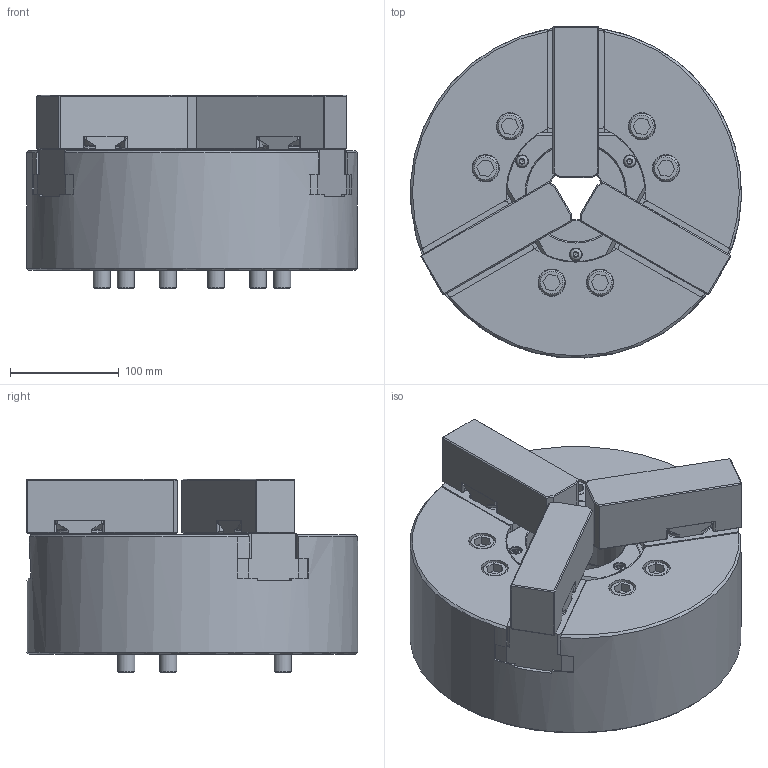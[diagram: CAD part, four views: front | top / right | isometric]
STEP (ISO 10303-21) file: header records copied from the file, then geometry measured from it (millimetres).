
FILE_DESCRIPTION(/* description */ ('Unknown'),/* implementation_level */ '2;1');
FILE_NAME(/* name */ 'QB312-Solid',/* time_stamp */ '2019-08-14T15:19:48+01:00',/* author */ ('Unknown'),/* organization */ ('Unknown'),/* preprocessor_version */ 'ST-DEVELOPER v16.7',/* originating_system */ 'DEX',/* authorisation */ $);
FILE_SCHEMA (('AUTOMOTIVE_DESIGN {1 0 10303 214 3 1 1}'));
Length unit declared in the file: millimetre
Products named in the file (1): QB312_mid stroke
Bounding box: 303.71 x 304.45 x 178 mm (x, y, z)
Volume: 7505181.3 mm3; surface area: 753696.9 mm2
Topology: 20 solids, 20 shells, 1021 faces, 2665 edges, 1727 vertices
Faces by surface type: plane 571, cylinder 243, cone 142, torus 48, bspline 14, sphere 3
Full cylindrical faces by diameter (mm): 5.2 x4, 5.795 x3, 6.6 x3, 6.8 x3, 8.5 x6, 10 x6, 10.5 x3, 11 x9, 13 x3, 15.682 x6, 17 x12, 18 x3, 24 x6, 25 x6, 50 x1, 91 x2, 96 x2, 101 x1, 108 x2, 220 x1, 304 x1
Entity records: 30823 total; most frequent: CARTESIAN_POINT 6372, DIRECTION 5067, ORIENTED_EDGE 4846, EDGE_CURVE 2423, AXIS2_PLACEMENT_3D 1853, VERTEX_POINT 1665, LINE 1361, VECTOR 1361
